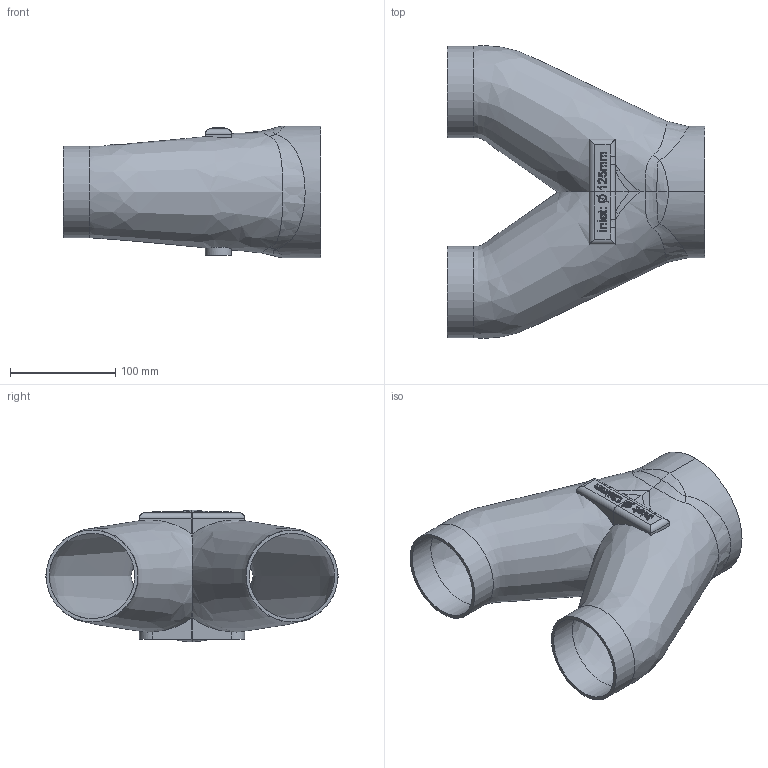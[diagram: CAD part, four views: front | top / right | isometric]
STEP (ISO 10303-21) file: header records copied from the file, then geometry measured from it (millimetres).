
FILE_DESCRIPTION(/* description */ (''),/* implementation_level */ '2;1');
FILE_NAME(/* name */ 'MK2_Y-inlet-125mm.stp',/* time_stamp */ '2024-07-20T11:51:52+02:00',/* author */ ('admin'),/* organization */ (''),/* preprocessor_version */ 'ST-DEVELOPER v18.1',/* originating_system */ 'Autodesk Inventor 2021',/* authorisation */ '');
FILE_SCHEMA (('AUTOMOTIVE_DESIGN { 1 0 10303 214 3 1 1 }'));
Length unit declared in the file: millimetre
Products named in the file (1): MK2_Y-inlet-125mm
Bounding box: 245 x 277.99 x 125 mm (x, y, z)
Volume: 443401.7 mm3; surface area: 274194.3 mm2
Topology: 7 solids, 7 shells, 244 faces, 655 edges, 432 vertices
Faces by surface type: plane 136, bspline 90, cylinder 18
Full cylindrical faces by diameter (mm): 10 x2, 81 x2, 87 x2
Entity records: 11682 total; most frequent: CARTESIAN_POINT 6141, ORIENTED_EDGE 1306, DIRECTION 783, EDGE_CURVE 653, VERTEX_POINT 432, LINE 401, VECTOR 401, EDGE_LOOP 257
